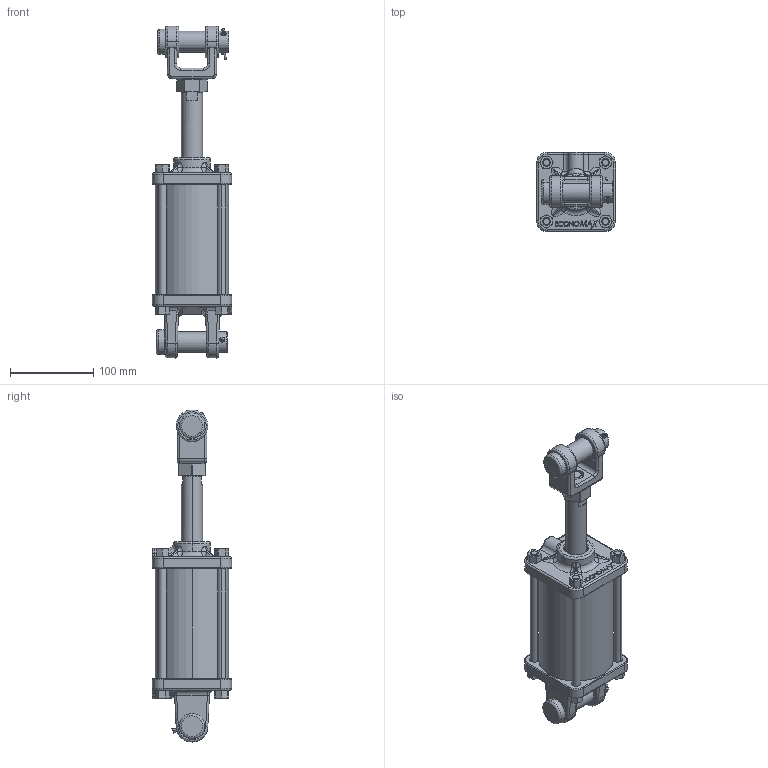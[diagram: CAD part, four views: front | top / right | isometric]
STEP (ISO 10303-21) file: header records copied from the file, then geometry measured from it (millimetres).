
FILE_DESCRIPTION (( 'STEP AP203' ), '1' );
FILE_NAME ('EA3S040D1N108NS.STEP', '2021-10-19T18:02:44', ( '' ), ( '' ), 'SwSTEP 2.0', 'SolidWorks 2021', '' );
FILE_SCHEMA (( 'CONFIG_CONTROL_DESIGN' ));
Length unit declared in the file: inch
Products named in the file (14): EA3S040D1N108NS-TIE ROD; EA3S040D1N108NS; CLPY-1000-3000; E325H AS CAST RIBS MACHINED REV3; BDC-07-1; EA3S040D1N108NS-ROD; APT32-0.75-16; 18cotter pin X 1; E325C AS CAST MACHINED REV3-1.0 PIN; EA3S040D1N108NS-TUBE; 038HEXNUTSS; 5409-04V
Assembly tree (25 placements, depth 3):
  EA3S040D1N108NS
    E325C AS CAST MACHINED REV3-1.0 PIN
    E325H AS CAST RIBS MACHINED REV3
    APT32-0.75-16
    EA3S040D1N108NS-ROD
    EA3S040D1N108NS-TUBE
    5409-04V
    BDC-07-1
      BDC-07-1
      CLPY-1000-3000
      18cotter pin X 1
    CLPY-1000-3000
      CLPY-1000-3000
      18cotter pin X 1
    EA3S040D1N108NS-TIE ROD  x4
    038HEXNUTSS  x8
Bounding box: 95.25 x 95.25 x 399.97 mm (x, y, z)
Volume: 902609.1 mm3; surface area: 262030.6 mm2
Topology: 23 solids, 23 shells, 1430 faces, 3323 edges, 1992 vertices
Faces by surface type: cone 511, plane 376, cylinder 210, bspline 178, torus 153, sphere 2
Entity records: 44120 total; most frequent: CARTESIAN_POINT 21023, ORIENTED_EDGE 4540, DIRECTION 4238, EDGE_CURVE 2270, AXIS2_PLACEMENT_3D 1623, VERTEX_POINT 1387, EDGE_LOOP 1073, VECTOR 992
